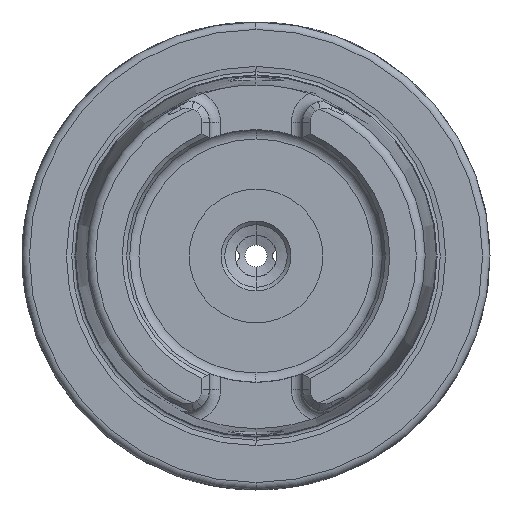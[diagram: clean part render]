
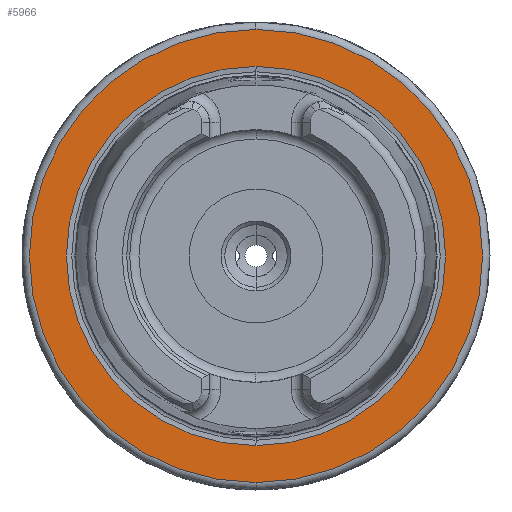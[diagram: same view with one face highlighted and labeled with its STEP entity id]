
A CAD part, left-side view. The second image highlights one B-rep face of the part: STEP entity #5966.
In plain terms, the highlighted planar face has unit normal (-1, 0, 0).
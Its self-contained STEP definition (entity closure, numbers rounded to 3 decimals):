
#332 = CIRCLE ( 'NONE', #3246, 30.5 ) ;
#564 = DIRECTION ( 'NONE',  ( 0., 0., -1. ) ) ;
#623 = FACE_OUTER_BOUND ( 'NONE', #6409, .T. ) ;
#767 = CARTESIAN_POINT ( 'NONE',  ( -24., 0., -30.5 ) ) ;
#864 = DIRECTION ( 'NONE',  ( 0., 0., -1. ) ) ;
#884 = DIRECTION ( 'NONE',  ( -1., 0., 0. ) ) ;
#967 = CIRCLE ( 'NONE', #6772, 25.521 ) ;
#1058 = CARTESIAN_POINT ( 'NONE',  ( -24., 0., 30.5 ) ) ;
#1108 = CARTESIAN_POINT ( 'NONE',  ( -24., 0., 0. ) ) ;
#1122 = AXIS2_PLACEMENT_3D ( 'NONE', #6146, #5266, #5009 ) ;
#1135 = CARTESIAN_POINT ( 'NONE',  ( -24., 0., 0. ) ) ;
#1498 = DIRECTION ( 'NONE',  ( -1., 0., 0. ) ) ;
#1693 = CIRCLE ( 'NONE', #2140, 30.5 ) ;
#1899 = VERTEX_POINT ( 'NONE', #3245 ) ;
#1950 = CARTESIAN_POINT ( 'NONE',  ( -24., 0., 25.521 ) ) ;
#2006 = PLANE ( 'NONE',  #1122 ) ;
#2014 = DIRECTION ( 'NONE',  ( 1., 0., 0. ) ) ;
#2138 = VERTEX_POINT ( 'NONE', #1058 ) ;
#2140 = AXIS2_PLACEMENT_3D ( 'NONE', #3891, #884, #5402 ) ;
#2295 = DIRECTION ( 'NONE',  ( 0., 0., -1. ) ) ;
#2348 = AXIS2_PLACEMENT_3D ( 'NONE', #4315, #2014, #2295 ) ;
#2529 = ORIENTED_EDGE ( 'NONE', *, *, #4671, .T. ) ;
#3008 = CIRCLE ( 'NONE', #2348, 25.521 ) ;
#3038 = EDGE_CURVE ( 'NONE', #7378, #2138, #1693, .T. ) ;
#3118 = ORIENTED_EDGE ( 'NONE', *, *, #3038, .T. ) ;
#3245 = CARTESIAN_POINT ( 'NONE',  ( -24., 0., -25.521 ) ) ;
#3246 = AXIS2_PLACEMENT_3D ( 'NONE', #1135, #1498, #864 ) ;
#3673 = VERTEX_POINT ( 'NONE', #1950 ) ;
#3891 = CARTESIAN_POINT ( 'NONE',  ( -24., 0., 0. ) ) ;
#4315 = CARTESIAN_POINT ( 'NONE',  ( -24., 0., 0. ) ) ;
#4671 = EDGE_CURVE ( 'NONE', #2138, #7378, #332, .T. ) ;
#5009 = DIRECTION ( 'NONE',  ( 0., 0., -1. ) ) ;
#5266 = DIRECTION ( 'NONE',  ( 1., 0., 0. ) ) ;
#5359 = ORIENTED_EDGE ( 'NONE', *, *, #6571, .T. ) ;
#5402 = DIRECTION ( 'NONE',  ( 0., 0., -1. ) ) ;
#5784 = ORIENTED_EDGE ( 'NONE', *, *, #6227, .T. ) ;
#5966 = ADVANCED_FACE ( 'NONE', ( #623, #6193 ), #2006, .F. ) ;
#6146 = CARTESIAN_POINT ( 'NONE',  ( -24., 31.5, 0. ) ) ;
#6193 = FACE_BOUND ( 'NONE', #6523, .T. ) ;
#6227 = EDGE_CURVE ( 'NONE', #1899, #3673, #967, .T. ) ;
#6409 = EDGE_LOOP ( 'NONE', ( #3118, #2529 ) ) ;
#6523 = EDGE_LOOP ( 'NONE', ( #5359, #5784 ) ) ;
#6571 = EDGE_CURVE ( 'NONE', #3673, #1899, #3008, .T. ) ;
#6772 = AXIS2_PLACEMENT_3D ( 'NONE', #1108, #7161, #564 ) ;
#7161 = DIRECTION ( 'NONE',  ( 1., 0., 0. ) ) ;
#7378 = VERTEX_POINT ( 'NONE', #767 ) ;
